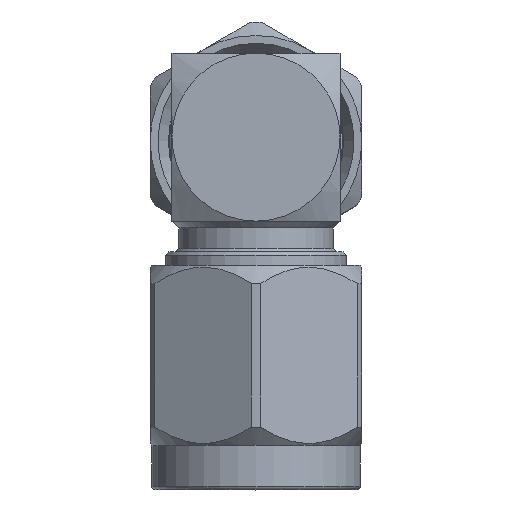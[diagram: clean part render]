
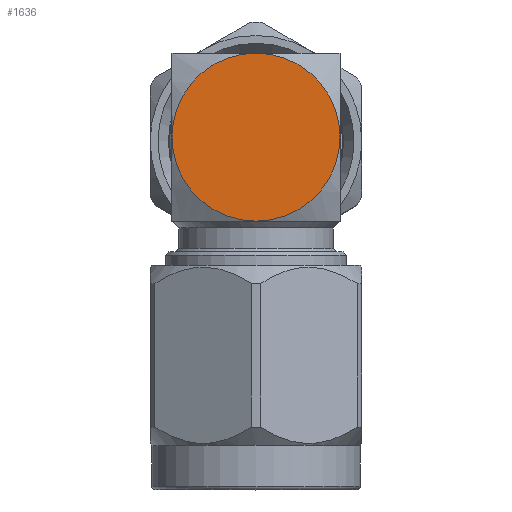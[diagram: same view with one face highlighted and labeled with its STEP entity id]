
A CAD part, top view. The second image highlights one B-rep face of the part: STEP entity #1636.
In plain terms, the highlighted face is planar.
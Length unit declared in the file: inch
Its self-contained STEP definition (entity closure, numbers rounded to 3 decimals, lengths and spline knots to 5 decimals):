
#1039 = DIRECTION ( 'NONE',  ( 0., 0., 1. ) ) ;
#1110 = AXIS2_PLACEMENT_3D ( 'NONE', #4115, #16020, #12166 ) ;
#1243 = CARTESIAN_POINT ( 'NONE',  ( -0.125, -0.48523, 0.125 ) ) ;
#1636 = ADVANCED_FACE ( 'NONE', ( #4040 ), #12106, .T. ) ;
#3828 = CARTESIAN_POINT ( 'NONE',  ( -0.125, -0.48523, -0.125 ) ) ;
#4040 = FACE_OUTER_BOUND ( 'NONE', #7630, .T. ) ;
#4115 = CARTESIAN_POINT ( 'NONE',  ( -0.125, -0.48523, 0. ) ) ;
#5487 = DIRECTION ( 'NONE',  ( 0., 0., 1. ) ) ;
#6794 = CARTESIAN_POINT ( 'NONE',  ( -0.125, -0.36023, -0.125 ) ) ;
#7095 = VERTEX_POINT ( 'NONE', #3828 ) ;
#7630 = EDGE_LOOP ( 'NONE', ( #10190, #13545 ) ) ;
#7893 = CIRCLE ( 'NONE', #13221, 0.125 ) ;
#8098 = EDGE_CURVE ( 'NONE', #10270, #7095, #7893, .T. ) ;
#9385 = EDGE_CURVE ( 'NONE', #7095, #10270, #10966, .T. ) ;
#10190 = ORIENTED_EDGE ( 'NONE', *, *, #9385, .T. ) ;
#10270 = VERTEX_POINT ( 'NONE', #1243 ) ;
#10790 = DIRECTION ( 'NONE',  ( -1., 0., 0. ) ) ;
#10966 = CIRCLE ( 'NONE', #1110, 0.125 ) ;
#12106 = PLANE ( 'NONE',  #16527 ) ;
#12166 = DIRECTION ( 'NONE',  ( 0., 0., 1. ) ) ;
#13221 = AXIS2_PLACEMENT_3D ( 'NONE', #14098, #15207, #1039 ) ;
#13545 = ORIENTED_EDGE ( 'NONE', *, *, #8098, .T. ) ;
#14098 = CARTESIAN_POINT ( 'NONE',  ( -0.125, -0.48523, 0. ) ) ;
#15207 = DIRECTION ( 'NONE',  ( -1., 0., 0. ) ) ;
#16020 = DIRECTION ( 'NONE',  ( -1., 0., 0. ) ) ;
#16527 = AXIS2_PLACEMENT_3D ( 'NONE', #6794, #10790, #5487 ) ;
